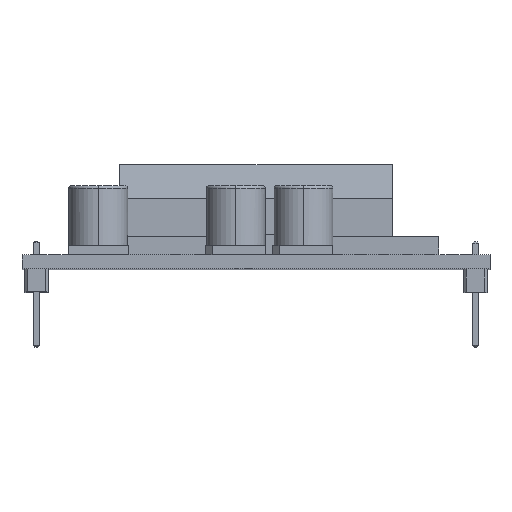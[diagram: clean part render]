
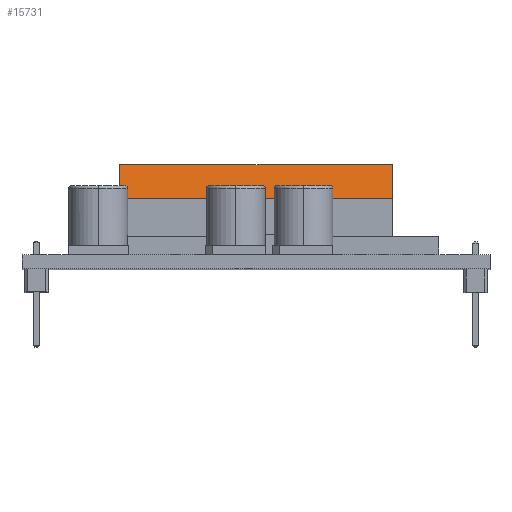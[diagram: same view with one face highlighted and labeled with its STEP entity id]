
A CAD part, top view. The second image highlights one B-rep face of the part: STEP entity #15731.
In plain terms, the highlighted planar face has unit normal (0, 0.23, 0.973).
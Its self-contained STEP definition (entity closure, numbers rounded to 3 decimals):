
#87 = FACE_OUTER_BOUND ( 'NONE', #17039, .T. ) ;
#3104 = DIRECTION ( 'NONE',  ( 0., -0.973, 0.23 ) ) ;
#4303 = CARTESIAN_POINT ( 'NONE',  ( -14.961, 11.506, -24.549 ) ) ;
#4388 = DIRECTION ( 'NONE',  ( 0., 0.973, -0.23 ) ) ;
#4418 = VECTOR ( 'NONE', #14714, 1000. ) ;
#6247 = LINE ( 'NONE', #15342, #15439 ) ;
#6774 = CARTESIAN_POINT ( 'NONE',  ( 14.961, 11.506, -24.549 ) ) ;
#6992 = VECTOR ( 'NONE', #3104, 1000. ) ;
#7857 = ORIENTED_EDGE ( 'NONE', *, *, #23238, .F. ) ;
#10462 = VERTEX_POINT ( 'NONE', #25032 ) ;
#10869 = DIRECTION ( 'NONE',  ( -1., 0., 0. ) ) ;
#11975 = EDGE_CURVE ( 'NONE', #28833, #20202, #20633, .T. ) ;
#12672 = CARTESIAN_POINT ( 'NONE',  ( 14.961, 7.747, -23.66 ) ) ;
#13505 = VECTOR ( 'NONE', #13814, 1000. ) ;
#13814 = DIRECTION ( 'NONE',  ( -1., 0., 0. ) ) ;
#14419 = EDGE_CURVE ( 'NONE', #28833, #19051, #14439, .T. ) ;
#14439 = LINE ( 'NONE', #19145, #6992 ) ;
#14670 = ORIENTED_EDGE ( 'NONE', *, *, #11975, .T. ) ;
#14714 = DIRECTION ( 'NONE',  ( 0., -0.973, 0.23 ) ) ;
#15342 = CARTESIAN_POINT ( 'NONE',  ( 14.961, 7.747, -23.66 ) ) ;
#15439 = VECTOR ( 'NONE', #10869, 1000. ) ;
#15731 = ADVANCED_FACE ( 'NONE', ( #87 ), #16016, .F. ) ;
#15870 = DIRECTION ( 'NONE',  ( 0., -0.23, -0.973 ) ) ;
#16016 = PLANE ( 'NONE',  #27428 ) ;
#16120 = CARTESIAN_POINT ( 'NONE',  ( 14.961, 11.506, -24.549 ) ) ;
#17039 = EDGE_LOOP ( 'NONE', ( #28955, #7857, #23253, #14670 ) ) ;
#17042 = CARTESIAN_POINT ( 'NONE',  ( -14.961, 11.506, -24.549 ) ) ;
#19051 = VERTEX_POINT ( 'NONE', #12672 ) ;
#19145 = CARTESIAN_POINT ( 'NONE',  ( 14.961, 11.506, -24.549 ) ) ;
#20202 = VERTEX_POINT ( 'NONE', #4303 ) ;
#20633 = LINE ( 'NONE', #25082, #13505 ) ;
#21305 = EDGE_CURVE ( 'NONE', #20202, #10462, #25974, .T. ) ;
#23238 = EDGE_CURVE ( 'NONE', #19051, #10462, #6247, .T. ) ;
#23253 = ORIENTED_EDGE ( 'NONE', *, *, #14419, .F. ) ;
#25032 = CARTESIAN_POINT ( 'NONE',  ( -14.961, 7.747, -23.66 ) ) ;
#25082 = CARTESIAN_POINT ( 'NONE',  ( 14.961, 11.506, -24.549 ) ) ;
#25974 = LINE ( 'NONE', #17042, #4418 ) ;
#27428 = AXIS2_PLACEMENT_3D ( 'NONE', #6774, #15870, #4388 ) ;
#28833 = VERTEX_POINT ( 'NONE', #16120 ) ;
#28955 = ORIENTED_EDGE ( 'NONE', *, *, #21305, .T. ) ;
